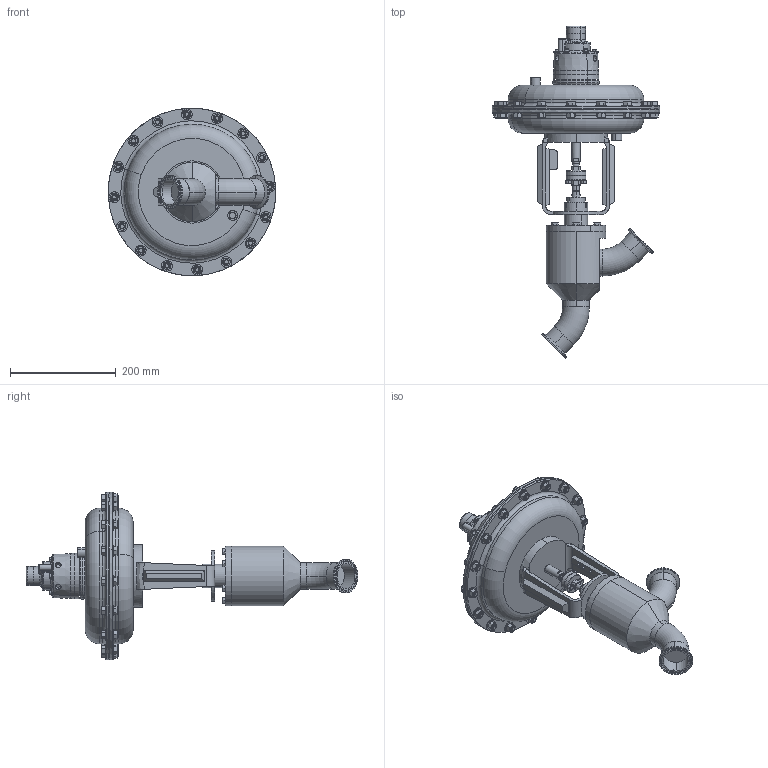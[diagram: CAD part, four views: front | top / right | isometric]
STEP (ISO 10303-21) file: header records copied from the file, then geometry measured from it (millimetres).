
FILE_DESCRIPTION (( 'STEP AP203' ), '1' );
FILE_NAME ('978NTP-200-JD-55M.STEP', '2017-06-14T13:54:34', ( '' ), ( '' ), 'SwSTEP 2.0', 'SolidWorks 2014', '' );
FILE_SCHEMA (( 'CONFIG_CONTROL_DESIGN' ));
Length unit declared in the file: inch
Products named in the file (2): 978NTP-200-JD-55M
Bounding box: 317.49 x 629.05 x 317.42 mm (x, y, z)
Volume: 7294943.9 mm3; surface area: 446481.5 mm2
Topology: 1 solids, 1 shells, 1276 faces, 2916 edges, 1768 vertices
Faces by surface type: plane 500, cone 446, cylinder 267, torus 52, bspline 11
Entity records: 39350 total; most frequent: CARTESIAN_POINT 11100, DIRECTION 5868, ORIENTED_EDGE 5832, EDGE_CURVE 2916, AXIS2_PLACEMENT_3D 2444, VERTEX_POINT 1768, EDGE_LOOP 1424, FACE_OUTER_BOUND 1276
